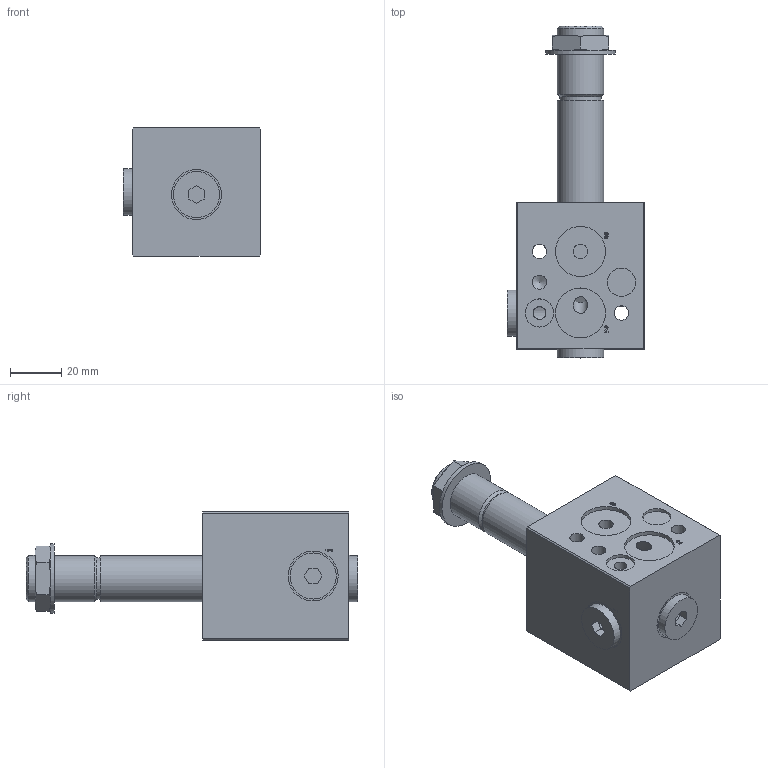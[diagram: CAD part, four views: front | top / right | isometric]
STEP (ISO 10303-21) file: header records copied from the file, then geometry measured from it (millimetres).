
FILE_DESCRIPTION(/* description */ ('STEP AP214'),/* implementation_level */ '2;1');
FILE_NAME(/* name */ '4515000_VOFD-L50T-M32-MN-FGP14-10-F10',/* time_stamp */ '2024-09-17T01:33:19+02:00',/* author */ ('License CC BY-ND 4.0'),/* organization */ ('CADENAS'),/* preprocessor_version */ 'ST-DEVELOPER v19.3',/* originating_system */ 'PARTsolutions',/* authorisation */ ' ');
FILE_SCHEMA (('AUTOMOTIVE_DESIGN {1 0 10303 214 3 1 1}'));
Length unit declared in the file: millimetre
Products named in the file (3): 4515000 VOFD-L50T-M32-MN-FGP14-10-F10; 3212962 VOFD-L50T-M32-MN-FGP14-10-F10-P; Blind-1/4-R---(part)
Assembly tree (3 placements, depth 2):
  4515000 VOFD-L50T-M32-MN-FGP14-10-F10
    3212962 VOFD-L50T-M32-MN-FGP14-10-F10-P
    Blind-1/4-R---(part)  x2
Bounding box: 53.5 x 129.5 x 50 mm (x, y, z)
Volume: 153861.6 mm3; surface area: 27992.4 mm2
Topology: 3 solids, 3 shells, 181 faces, 418 edges, 273 vertices
Faces by surface type: plane 114, cylinder 47, cone 20
Full cylindrical faces by diameter (mm): 5 x1, 5.6 x5, 10 x2, 11 x2, 11.445 x3, 13.157 x2, 16.06 x1, 18 x5, 19.5 x5, 27 x1
Entity records: 4493 total; most frequent: CARTESIAN_POINT 825, DIRECTION 748, ORIENTED_EDGE 674, EDGE_CURVE 337, AXIS2_PLACEMENT_3D 271, VERTEX_POINT 240, FACE_BOUND 227, EDGE_LOOP 226
